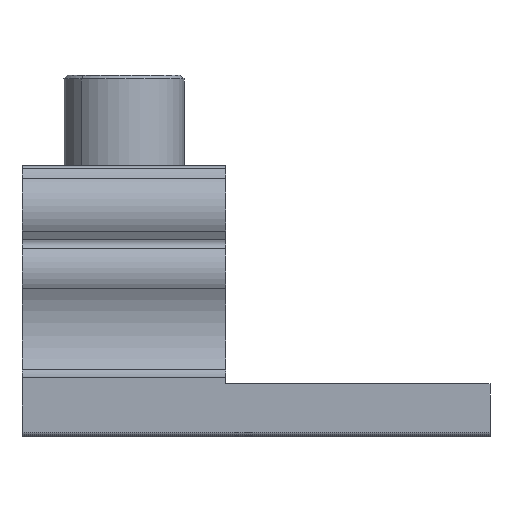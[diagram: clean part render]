
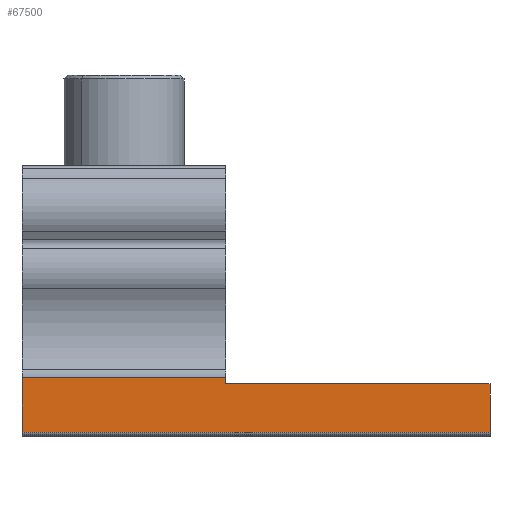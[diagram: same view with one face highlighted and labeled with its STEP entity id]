
A CAD part, front view. The second image highlights one B-rep face of the part: STEP entity #67500.
In plain terms, the highlighted planar face has unit normal (0, -1, 0).
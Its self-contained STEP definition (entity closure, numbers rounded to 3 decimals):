
#3380=CARTESIAN_POINT('',(-25.5,-13.,11.409));
#3390=VERTEX_POINT('',#3380);
#3420=CARTESIAN_POINT('',(-22.25,-13.,11.409));
#3430=DIRECTION('',(1.,0.,0.));
#3440=VECTOR('',#3430,1.);
#3450=LINE('',#3420,#3440);
#3460=CARTESIAN_POINT('',(36.5,-13.,11.409));
#3470=VERTEX_POINT('',#3460);
#3480=EDGE_CURVE('',#3390,#3470,#3450,.T.);
#17860=CARTESIAN_POINT('',(-25.5,-13.,18.612));
#17870=VERTEX_POINT('',#17860);
#17900=CARTESIAN_POINT('',(-25.5,-13.,0.));
#17910=DIRECTION('',(-0.,0.,-1.));
#17920=VECTOR('',#17910,1.);
#17930=LINE('',#17900,#17920);
#17940=EDGE_CURVE('',#17870,#3390,#17930,.T.);
#63210=CARTESIAN_POINT('',(36.5,-13.,0.));
#63220=DIRECTION('',(0.,0.,-1.));
#63230=VECTOR('',#63220,1.);
#63240=LINE('',#63210,#63230);
#63250=CARTESIAN_POINT('',(36.5,-13.,17.8));
#63260=VERTEX_POINT('',#63250);
#63270=EDGE_CURVE('',#63260,#3470,#63240,.T.);
#67180=CARTESIAN_POINT('',(-23.1,-13.,12.362));
#67190=DIRECTION('',(-0.,-1.,-0.));
#67200=DIRECTION('',(-1.,0.,0.));
#67210=AXIS2_PLACEMENT_3D('',#67180,#67190,#67200);
#67220=PLANE('',#67210);
#67230=ORIENTED_EDGE('',*,*,#3480,.T.);
#67240=ORIENTED_EDGE('',*,*,#17940,.T.);
#67250=CARTESIAN_POINT('',(1.5,-13.,18.612));
#67260=DIRECTION('',(-1.,0.,0.));
#67270=VECTOR('',#67260,1.);
#67280=LINE('',#67250,#67270);
#67290=CARTESIAN_POINT('',(1.5,-13.,18.612));
#67300=VERTEX_POINT('',#67290);
#67310=EDGE_CURVE('',#67300,#17870,#67280,.T.);
#67320=ORIENTED_EDGE('',*,*,#67310,.T.);
#67330=CARTESIAN_POINT('',(1.5,-13.,0.));
#67340=DIRECTION('',(-0.,0.,1.));
#67350=VECTOR('',#67340,1.);
#67360=LINE('',#67330,#67350);
#67370=CARTESIAN_POINT('',(1.5,-13.,17.8));
#67380=VERTEX_POINT('',#67370);
#67390=EDGE_CURVE('',#67380,#67300,#67360,.T.);
#67400=ORIENTED_EDGE('',*,*,#67390,.T.);
#67410=CARTESIAN_POINT('',(0.,-13.,17.8));
#67420=DIRECTION('',(-1.,0.,0.));
#67430=VECTOR('',#67420,1.);
#67440=LINE('',#67410,#67430);
#67450=EDGE_CURVE('',#63260,#67380,#67440,.T.);
#67460=ORIENTED_EDGE('',*,*,#67450,.T.);
#67470=ORIENTED_EDGE('',*,*,#63270,.F.);
#67480=EDGE_LOOP('',(#67470,#67460,#67400,#67320,#67240,#67230));
#67490=FACE_OUTER_BOUND('',#67480,.T.);
#67500=ADVANCED_FACE('',(#67490),#67220,.T.);
